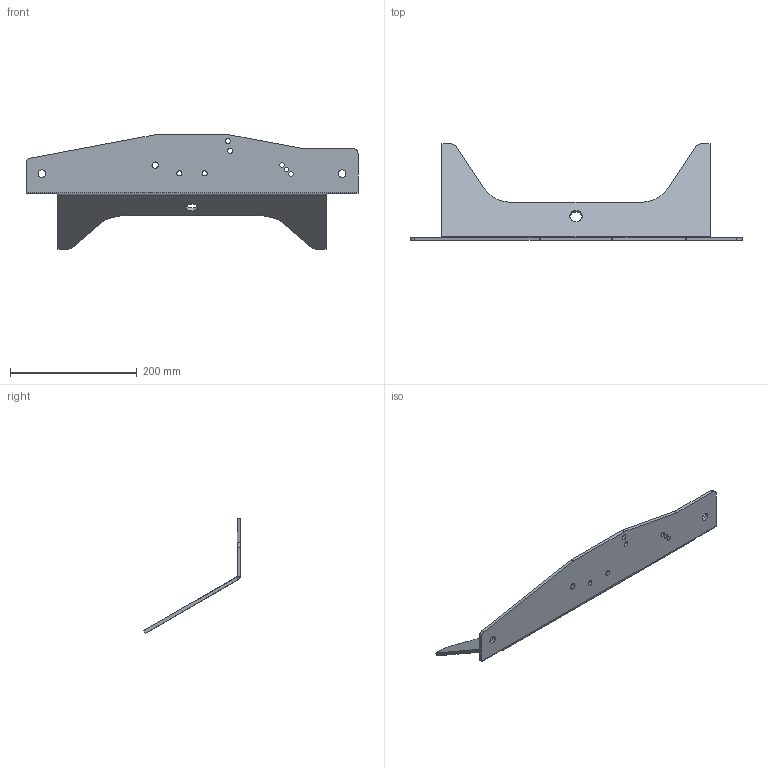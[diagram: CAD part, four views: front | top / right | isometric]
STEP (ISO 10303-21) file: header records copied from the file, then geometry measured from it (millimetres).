
FILE_DESCRIPTION((' '),'2;1');
FILE_NAME( '10 20 452 (Far Carrier Plate).stp', '2025-03-20T16:21:01', (' '), ('--- ---'), ' V2025.1 Dec 16 2024', ' 2025 (c)', ' ');
FILE_SCHEMA(('AP242_MANAGED_MODEL_BASED_3D_ENGINEERING_MIM_LF { 1 0 10303 442 1 1 4 }'));
Length unit declared in the file: millimetre
Products named in the file (1): 10 20 452 (Far Carrier Plate)
Bounding box: 524.9 x 152.79 x 181.45 mm (x, y, z)
Volume: 395990.9 mm3; surface area: 168225.2 mm2
Topology: 1 solids, 1 shells, 47 faces, 166 edges, 200 vertices
Faces by surface type: cylinder 24, plane 21, bspline 2
Full cylindrical faces by diameter (mm): 7 x3, 8 x2, 8.3 x2, 10 x1, 12 x2, 20 x1
Entity records: 1976 total; most frequent: CARTESIAN_POINT 542, DIRECTION 319, ORIENTED_EDGE 232, AXIS2_PLACEMENT_3D 119, EDGE_CURVE 116, VERTEX_POINT 82, VECTOR 81, LINE 81
